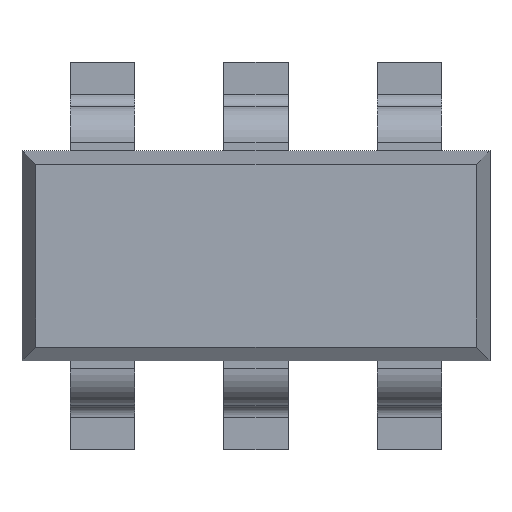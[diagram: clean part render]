
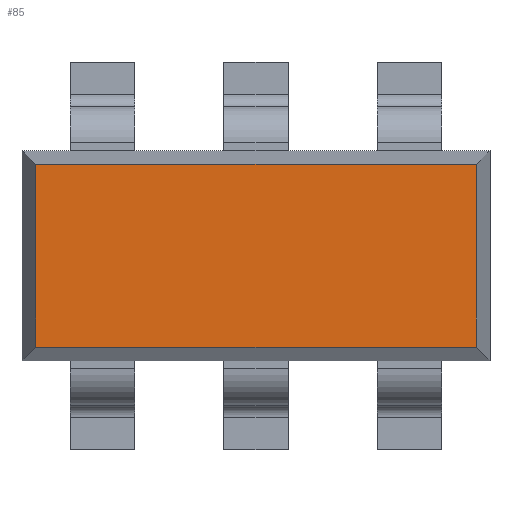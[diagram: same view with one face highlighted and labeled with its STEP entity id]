
A CAD part, top view. The second image highlights one B-rep face of the part: STEP entity #85.
In plain terms, the highlighted planar face has unit normal (0, 0, 1).
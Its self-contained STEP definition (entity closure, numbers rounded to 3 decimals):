
#85=ADVANCED_FACE('',(#919),#921,.T.);
#919=FACE_BOUND('',#920,.T.);
#920=EDGE_LOOP('',(#1578,#1579,#1580,#1581));
#921=PLANE('',#922);
#922=AXIS2_PLACEMENT_3D('',#923,#924,#925);
#923=CARTESIAN_POINT('',(0.475,-0.65,1.));
#924=DIRECTION('',(0.,-0.,1.));
#925=DIRECTION('',(0.,1.,0.));
#1578=ORIENTED_EDGE('',*,*,#2066,.F.);
#1579=ORIENTED_EDGE('',*,*,#2067,.T.);
#1580=ORIENTED_EDGE('',*,*,#2068,.T.);
#1581=ORIENTED_EDGE('',*,*,#2069,.F.);
#2066=EDGE_CURVE('',#2346,#2347,#2348,.T.);
#2067=EDGE_CURVE('',#2346,#2349,#2350,.T.);
#2068=EDGE_CURVE('',#2349,#2351,#2352,.T.);
#2069=EDGE_CURVE('',#2347,#2351,#2353,.T.);
#2346=VERTEX_POINT('',#2822);
#2347=VERTEX_POINT('',#2823);
#2348=LINE('',#2824,#2825);
#2349=VERTEX_POINT('',#2827);
#2350=LINE('',#2828,#2829);
#2351=VERTEX_POINT('',#2831);
#2352=LINE('',#2832,#2833);
#2353=LINE('',#2835,#2836);
#2822=CARTESIAN_POINT('',(2.316,-0.566,1.));
#2823=CARTESIAN_POINT('',(-0.416,-0.566,1.));
#2824=CARTESIAN_POINT('',(2.316,-0.566,1.));
#2825=VECTOR('',#2826,1.);
#2826=DIRECTION('',(-1.,0.,0.));
#2827=CARTESIAN_POINT('',(2.316,0.566,1.));
#2828=CARTESIAN_POINT('',(2.316,-0.566,1.));
#2829=VECTOR('',#2830,1.);
#2830=DIRECTION('',(0.,1.,0.));
#2831=CARTESIAN_POINT('',(-0.416,0.566,1.));
#2832=CARTESIAN_POINT('',(2.316,0.566,1.));
#2833=VECTOR('',#2834,1.);
#2834=DIRECTION('',(-1.,0.,0.));
#2835=CARTESIAN_POINT('',(-0.416,-0.566,1.));
#2836=VECTOR('',#2837,1.);
#2837=DIRECTION('',(0.,1.,0.));
